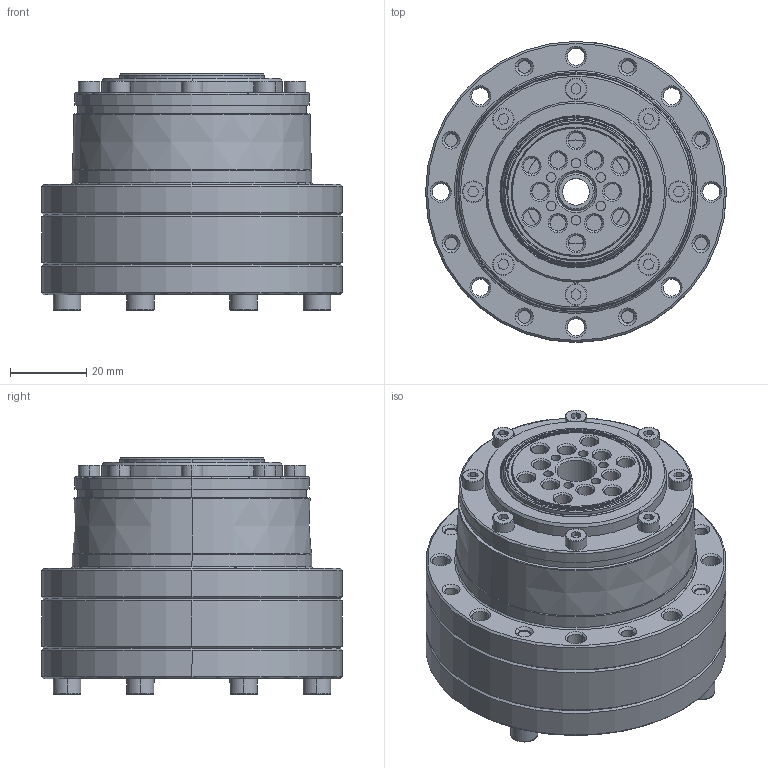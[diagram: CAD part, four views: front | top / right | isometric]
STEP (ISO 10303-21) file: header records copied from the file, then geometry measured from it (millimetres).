
FILE_DESCRIPTION (( 'STEP AP214' ), '1' );
FILE_NAME ('outside_C007622_CSG-17-xxx-2UH-LW-SP-A.STEP', '2021-03-02T00:33:19', ( '' ), ( '' ), 'SwSTEP 2.0', 'SolidWorks 2018', '' );
FILE_SCHEMA (( 'AUTOMOTIVE_DESIGN' ));
Length unit declared in the file: millimetre
Products named in the file (4): outside_CSG-17-xxx-2UH-LW-SP-A_fixed; outside_CSG-17-xxx-2UH-LW-SP-A_WG; outside_C007622_CSG-17-xxx-2UH-LW-SP-A; outside_CSG-17-xx-2UH-LW_output
Assembly tree (3 placements, depth 2):
  outside_C007622_CSG-17-xxx-2UH-LW-SP-A
    outside_CSG-17-xxx-2UH-LW-SP-A_fixed
    outside_CSG-17-xx-2UH-LW_output
    outside_CSG-17-xxx-2UH-LW-SP-A_WG
Bounding box: 79 x 79 x 62 mm (x, y, z)
Volume: 190192 mm3; surface area: 53365.9 mm2
Topology: 3 solids, 5 shells, 1016 faces, 2406 edges, 1534 vertices
Faces by surface type: plane 333, cylinder 319, cone 210, bspline 120, torus 34
Entity records: 37186 total; most frequent: CARTESIAN_POINT 10929, DIRECTION 5099, ORIENTED_EDGE 4812, EDGE_CURVE 2406, AXIS2_PLACEMENT_3D 2093, VERTEX_POINT 1534, CIRCLE 1191, EDGE_LOOP 1188
